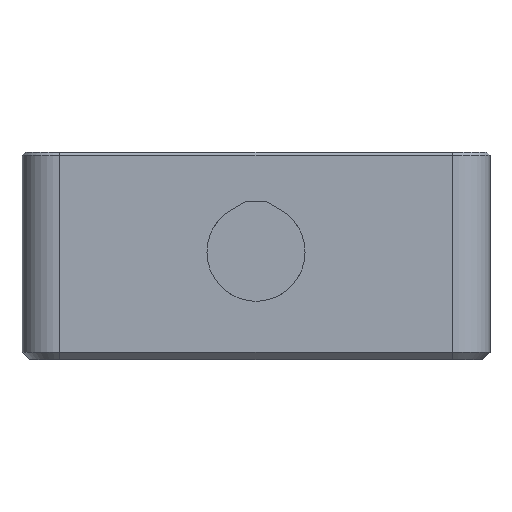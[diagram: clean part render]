
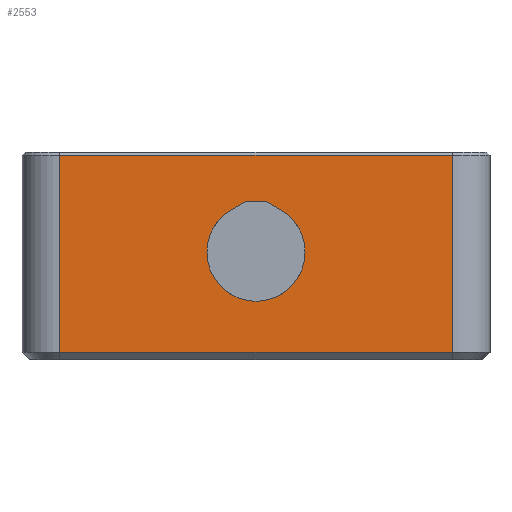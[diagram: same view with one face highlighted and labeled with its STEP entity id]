
A CAD part, front view. The second image highlights one B-rep face of the part: STEP entity #2553.
In plain terms, the highlighted planar face has unit normal (0, -1, 0).
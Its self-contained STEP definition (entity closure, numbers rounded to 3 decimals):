
#104=CIRCLE('',#2718,6.5);
#371=ORIENTED_EDGE('',*,*,#1103,.F.);
#372=ORIENTED_EDGE('',*,*,#981,.F.);
#373=ORIENTED_EDGE('',*,*,#1104,.T.);
#374=ORIENTED_EDGE('',*,*,#1105,.T.);
#375=ORIENTED_EDGE('',*,*,#1106,.F.);
#376=ORIENTED_EDGE('',*,*,#1107,.T.);
#377=ORIENTED_EDGE('',*,*,#1100,.T.);
#378=ORIENTED_EDGE('',*,*,#1108,.T.);
#981=EDGE_CURVE('',#1350,#1349,#104,.T.);
#1100=EDGE_CURVE('',#1463,#1464,#1682,.T.);
#1103=EDGE_CURVE('',#1349,#1465,#1683,.T.);
#1104=EDGE_CURVE('',#1350,#1466,#1684,.T.);
#1105=EDGE_CURVE('',#1466,#1465,#1685,.F.);
#1106=EDGE_CURVE('',#1467,#1468,#1686,.T.);
#1107=EDGE_CURVE('',#1467,#1463,#1687,.T.);
#1108=EDGE_CURVE('',#1464,#1468,#1688,.T.);
#1349=VERTEX_POINT('',#3845);
#1350=VERTEX_POINT('',#3847);
#1463=VERTEX_POINT('',#4103);
#1464=VERTEX_POINT('',#4104);
#1465=VERTEX_POINT('',#4109);
#1466=VERTEX_POINT('',#4111);
#1467=VERTEX_POINT('',#4114);
#1468=VERTEX_POINT('',#4115);
#1682=LINE('',#4102,#1924);
#1683=LINE('',#4108,#1925);
#1684=LINE('',#4110,#1926);
#1685=LINE('',#4112,#1927);
#1686=LINE('',#4113,#1928);
#1687=LINE('',#4116,#1929);
#1688=LINE('',#4117,#1930);
#1924=VECTOR('',#3186,1000.);
#1925=VECTOR('',#3193,1000.);
#1926=VECTOR('',#3194,1000.);
#1927=VECTOR('',#3195,1000.);
#1928=VECTOR('',#3196,1000.);
#1929=VECTOR('',#3197,1000.);
#1930=VECTOR('',#3198,1000.);
#2080=EDGE_LOOP('',(#371,#372,#373,#374));
#2081=EDGE_LOOP('',(#375,#376,#377,#378));
#2276=FACE_BOUND('',#2080,.T.);
#2277=FACE_BOUND('',#2081,.T.);
#2472=PLANE('',#2758);
#2553=ADVANCED_FACE('',(#2276,#2277),#2472,.T.);
#2718=AXIS2_PLACEMENT_3D('',#3848,#3022,#3023);
#2758=AXIS2_PLACEMENT_3D('',#4107,#3191,#3192);
#3022=DIRECTION('',(0.,-1.,0.));
#3023=DIRECTION('',(0.,0.,-1.));
#3186=DIRECTION('',(0.,0.,-1.));
#3191=DIRECTION('',(0.,-1.,0.));
#3192=DIRECTION('',(0.,0.,-1.));
#3193=DIRECTION('',(-0.866,0.,0.5));
#3194=DIRECTION('',(0.866,0.,0.5));
#3195=DIRECTION('',(-1.,0.,0.));
#3196=DIRECTION('',(0.,0.,-1.));
#3197=DIRECTION('',(-1.,0.,0.));
#3198=DIRECTION('',(1.,0.,0.));
#3845=CARTESIAN_POINT('',(3.25,-98.,19.879));
#3847=CARTESIAN_POINT('',(-3.254,-98.,19.878));
#3848=CARTESIAN_POINT('',(0.,-98.,14.25));
#4102=CARTESIAN_POINT('',(-26.,-98.,27.5));
#4103=CARTESIAN_POINT('',(-26.,-98.,27.1));
#4104=CARTESIAN_POINT('',(-26.,-98.,1.));
#4107=CARTESIAN_POINT('',(0.,-98.,27.5));
#4108=CARTESIAN_POINT('',(3.25,-98.,19.879));
#4109=CARTESIAN_POINT('',(1.395,-98.,20.95));
#4110=CARTESIAN_POINT('',(-3.25,-98.,19.879));
#4111=CARTESIAN_POINT('',(-1.395,-98.,20.95));
#4112=CARTESIAN_POINT('',(-0.087,-98.,20.95));
#4113=CARTESIAN_POINT('',(26.,-98.,27.5));
#4114=CARTESIAN_POINT('',(26.,-98.,27.1));
#4115=CARTESIAN_POINT('',(26.,-98.,1.));
#4116=CARTESIAN_POINT('',(0.,-98.,27.1));
#4117=CARTESIAN_POINT('',(26.,-98.,1.));
